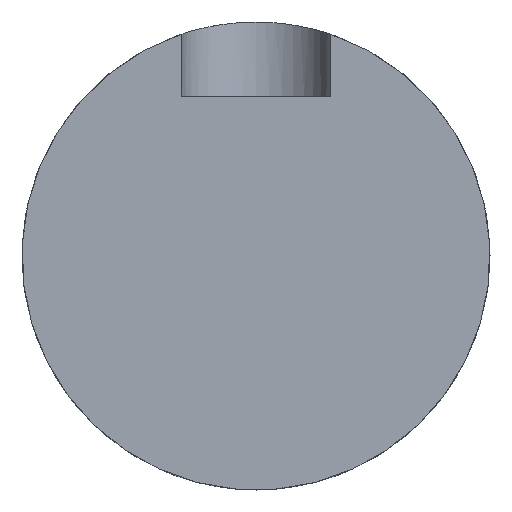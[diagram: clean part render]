
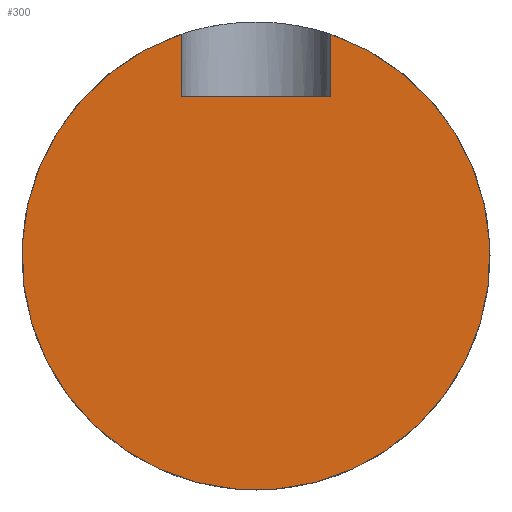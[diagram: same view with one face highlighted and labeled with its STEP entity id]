
A CAD part, front view. The second image highlights one B-rep face of the part: STEP entity #300.
In plain terms, the highlighted planar face has unit normal (0, -1, 0).
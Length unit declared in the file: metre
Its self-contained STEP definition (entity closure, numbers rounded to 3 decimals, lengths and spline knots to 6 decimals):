
#28=CIRCLE('',#333,0.0125);
#42=ORIENTED_EDGE('',*,*,#116,.F.);
#43=ORIENTED_EDGE('',*,*,#117,.F.);
#44=ORIENTED_EDGE('',*,*,#118,.T.);
#45=ORIENTED_EDGE('',*,*,#119,.F.);
#116=EDGE_CURVE('',#153,#154,#183,.T.);
#117=EDGE_CURVE('',#155,#153,#28,.T.);
#118=EDGE_CURVE('',#155,#156,#184,.T.);
#119=EDGE_CURVE('',#154,#156,#185,.T.);
#153=VERTEX_POINT('',#453);
#154=VERTEX_POINT('',#454);
#155=VERTEX_POINT('',#456);
#156=VERTEX_POINT('',#458);
#183=LINE('',#452,#200);
#184=LINE('',#457,#201);
#185=LINE('',#459,#202);
#200=VECTOR('',#369,1.);
#201=VECTOR('',#372,1.);
#202=VECTOR('',#373,1.);
#217=EDGE_LOOP('',(#42,#43,#44,#45));
#253=FACE_BOUND('',#217,.T.);
#290=PLANE('',#332);
#300=ADVANCED_FACE('',(#253),#290,.F.);
#332=AXIS2_PLACEMENT_3D('',#451,#367,#368);
#333=AXIS2_PLACEMENT_3D('',#455,#370,#371);
#367=DIRECTION('',(0.,1.,0.));
#368=DIRECTION('',(0.,0.,1.));
#369=DIRECTION('',(0.,0.,-1.));
#370=DIRECTION('',(0.,1.,0.));
#371=DIRECTION('',(0.,0.,1.));
#372=DIRECTION('',(0.,0.,-1.));
#373=DIRECTION('',(1.,0.,0.));
#451=CARTESIAN_POINT('',(0.,-0.02,0.00625));
#452=CARTESIAN_POINT('',(-0.004,-0.02,0.0125));
#453=CARTESIAN_POINT('',(-0.004,-0.02,0.011843));
#454=CARTESIAN_POINT('',(-0.004,-0.02,0.0085));
#455=CARTESIAN_POINT('',(0.,-0.02,0.));
#456=CARTESIAN_POINT('',(0.004,-0.02,0.011843));
#457=CARTESIAN_POINT('',(0.004,-0.02,0.0125));
#458=CARTESIAN_POINT('',(0.004,-0.02,0.0085));
#459=CARTESIAN_POINT('',(0.,-0.02,0.0085));
